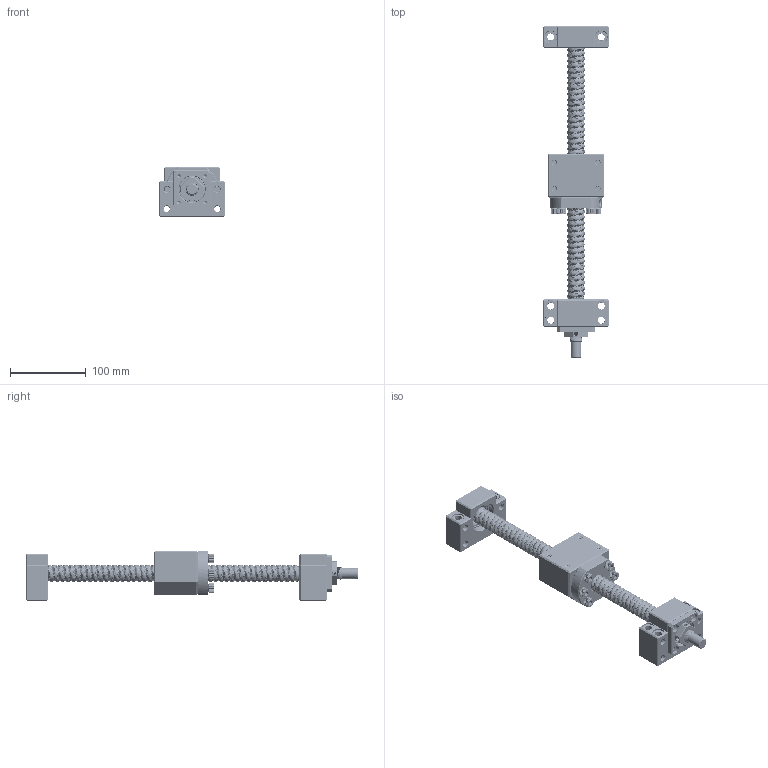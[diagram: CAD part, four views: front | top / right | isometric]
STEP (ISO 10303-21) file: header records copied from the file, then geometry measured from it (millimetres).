
FILE_DESCRIPTION(('FreeCAD Model'),'2;1');
FILE_NAME('Open CASCADE Shape Model','2025-04-17T12:18:57',('FreeCAD'),( 'FreeCAD'),'Open CASCADE STEP processor 7.6','FreeCAD','Unknown');
FILE_SCHEMA(('AUTOMOTIVE_DESIGN { 1 0 10303 214 1 1 1 1 }'));
Products named in the file (1): Open CASCADE STEP translator 7.6 1
Bounding box: 86.77 x 438.89 x 65.07 mm (x, y, z)
Volume: 647856.7 mm3; surface area: 189114.5 mm2
Topology: 55 solids, 55 shells, 3861 faces, 9348 edges, 6135 vertices
Faces by surface type: bspline 3861
Entity records: 188758 total; most frequent: CARTESIAN_POINT 132188, ORIENTED_EDGE 18496, EDGE_CURVE 9248, B_SPLINE_CURVE_WITH_KNOTS 6959, VERTEX_POINT 6103, FACE_BOUND 4577, EDGE_LOOP 4545, ADVANCED_FACE 3861
